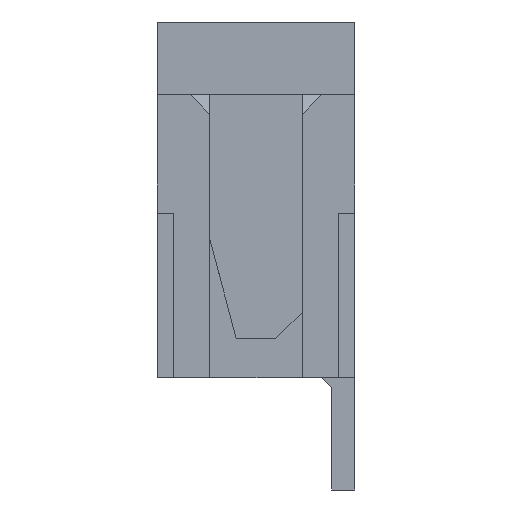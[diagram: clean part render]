
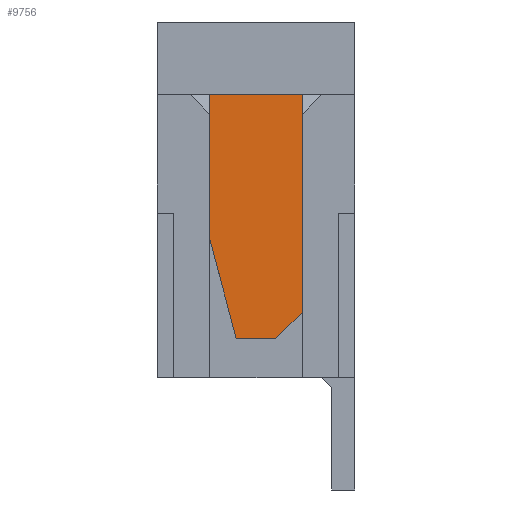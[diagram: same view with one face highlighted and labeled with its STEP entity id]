
A CAD part, left-side view. The second image highlights one B-rep face of the part: STEP entity #9756.
In plain terms, the highlighted planar face has unit normal (-1, 0, 0).
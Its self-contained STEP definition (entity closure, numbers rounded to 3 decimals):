
#2777=ORIENTED_EDGE('',*,*,#4248,.F.);
#2778=ORIENTED_EDGE('',*,*,#4249,.T.);
#2779=ORIENTED_EDGE('',*,*,#4242,.T.);
#2780=ORIENTED_EDGE('',*,*,#4211,.T.);
#2781=ORIENTED_EDGE('',*,*,#4250,.F.);
#2782=ORIENTED_EDGE('',*,*,#4251,.T.);
#4211=EDGE_CURVE('',#5124,#5125,#6453,.T.);
#4242=EDGE_CURVE('',#5146,#5124,#6484,.T.);
#4248=EDGE_CURVE('',#5151,#5152,#6490,.T.);
#4249=EDGE_CURVE('',#5151,#5146,#6491,.T.);
#4250=EDGE_CURVE('',#5153,#5125,#6492,.T.);
#4251=EDGE_CURVE('',#5153,#5152,#6493,.T.);
#5124=VERTEX_POINT('',#15304);
#5125=VERTEX_POINT('',#15305);
#5146=VERTEX_POINT('',#15367);
#5151=VERTEX_POINT('',#15379);
#5152=VERTEX_POINT('',#15380);
#5153=VERTEX_POINT('',#15383);
#6453=LINE('',#15303,#7819);
#6484=LINE('',#15366,#7850);
#6490=LINE('',#15378,#7856);
#6491=LINE('',#15381,#7857);
#6492=LINE('',#15382,#7858);
#6493=LINE('',#15384,#7859);
#7819=VECTOR('',#12555,1000.);
#7850=VECTOR('',#12606,1000.);
#7856=VECTOR('',#12614,1000.);
#7857=VECTOR('',#12615,1000.);
#7858=VECTOR('',#12616,1000.);
#7859=VECTOR('',#12617,1000.);
#8356=EDGE_LOOP('',(#2777,#2778,#2779,#2780,#2781,#2782));
#8828=FACE_BOUND('',#8356,.T.);
#9286=PLANE('',#10319);
#9756=ADVANCED_FACE('',(#8828),#9286,.F.);
#10319=AXIS2_PLACEMENT_3D('',#15377,#12612,#12613);
#12555=DIRECTION('',(0.,1.,0.));
#12606=DIRECTION('',(0.,0.,1.));
#12612=DIRECTION('',(1.,0.,0.));
#12613=DIRECTION('',(0.,0.,-1.));
#12614=DIRECTION('',(0.,1.,0.));
#12615=DIRECTION('',(0.,-0.707,0.707));
#12616=DIRECTION('',(0.,0.,1.));
#12617=DIRECTION('',(0.,-0.258,-0.966));
#15303=CARTESIAN_POINT('',(-9.75,-0.7,-0.55));
#15304=CARTESIAN_POINT('',(-9.75,-0.7,-0.55));
#15305=CARTESIAN_POINT('',(-9.75,0.7,-0.55));
#15366=CARTESIAN_POINT('',(-9.75,-0.7,-4.25));
#15367=CARTESIAN_POINT('',(-9.75,-0.7,-3.85));
#15377=CARTESIAN_POINT('',(-9.75,-0.7,-4.25));
#15378=CARTESIAN_POINT('',(-9.75,-0.7,-4.25));
#15379=CARTESIAN_POINT('',(-9.75,-0.3,-4.25));
#15380=CARTESIAN_POINT('',(-9.75,0.3,-4.25));
#15381=CARTESIAN_POINT('',(-9.75,-0.3,-4.25));
#15382=CARTESIAN_POINT('',(-9.75,0.7,-4.25));
#15383=CARTESIAN_POINT('',(-9.75,0.7,-2.75));
#15384=CARTESIAN_POINT('',(-9.75,0.3,-4.25));
